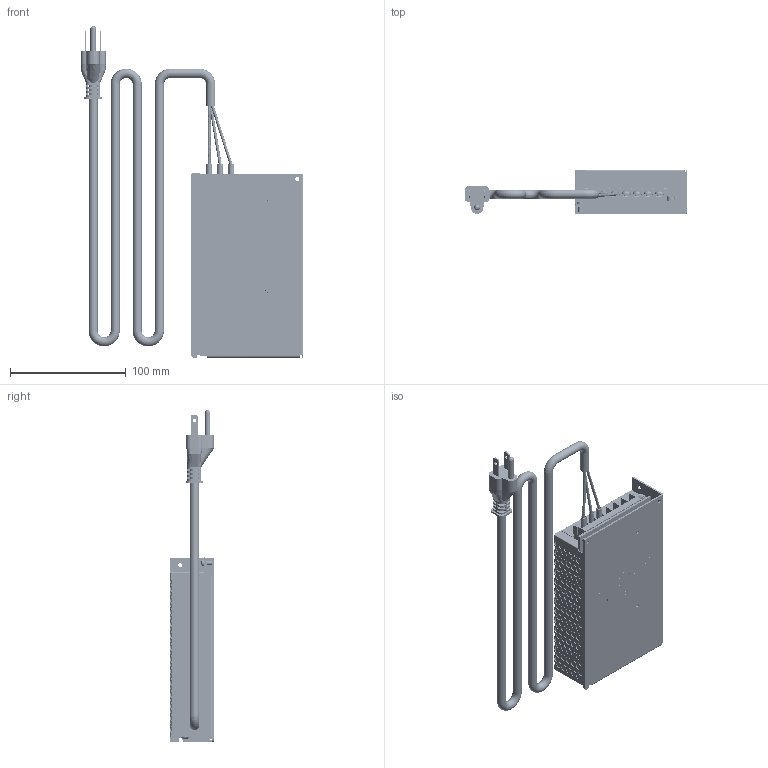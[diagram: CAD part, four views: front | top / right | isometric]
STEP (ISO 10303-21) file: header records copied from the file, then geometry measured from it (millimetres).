
FILE_DESCRIPTION(/* description */ ('Alibre Inc.'),/* implementation_level */ '2;1');
FILE_NAME(/* name */ 'export0',/* time_stamp */ '2018-11-16T17:40:41-05:00',/* author */ (''),/* organization */ (''),/* preprocessor_version */ 'ST-DEVELOPER v17',/* originating_system */ 'Alibre',/* authorisation */ '');
FILE_SCHEMA (('CONFIG_CONTROL_DESIGN'));
Length unit declared in the file: inch
Products named in the file (34): ID_1; ID_2; ID_3; ID_4; ID_5; ID_6; ID_7; ID_8; ID_9; ID_10; ID_11; ID_12; ID_13; ID_14; ID_15; ID_16; ID_17; ID_18; ID_19; ID_20; ID_21; ID_22; ID_23; ID_24; ID_25; ID_26; ID_27
Bounding box: 192.42 x 37.98 x 286.65 mm (x, y, z)
Volume: 118902.5 mm3; surface area: 157322.8 mm2
Topology: 49 solids, 49 shells, 4017 faces, 9857 edges, 6422 vertices
Faces by surface type: plane 2400, cylinder 903, bspline 461, cone 175, torus 65, sphere 12, extrusion 1
Full cylindrical faces by diameter (mm): 1.143 x2, 2.464 x7, 2.794 x2, 2.845 x1, 2.91 x2, 3.029 x1, 3.048 x4, 3.132 x7, 3.429 x1, 3.5 x7, 3.505 x4, 3.549 x2, 3.683 x3, 3.81 x9, 3.835 x7, 4.572 x532, 4.826 x1, 4.953 x1, 5.588 x2, 6.858 x2, 6.883 x1, 7.874 x6, 8.128 x1
Entity records: 105244 total; most frequent: CARTESIAN_POINT 25843, ORIENTED_EDGE 16116, DIRECTION 12935, EDGE_CURVE 8058, VERTEX_POINT 5257, AXIS2_PLACEMENT_3D 5044, VECTOR 4945, LINE 4944
